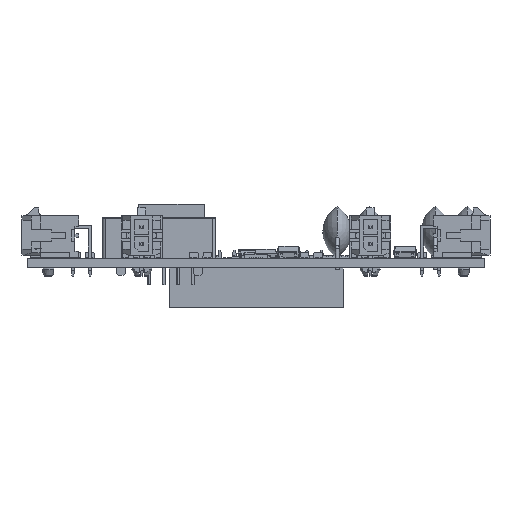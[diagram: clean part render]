
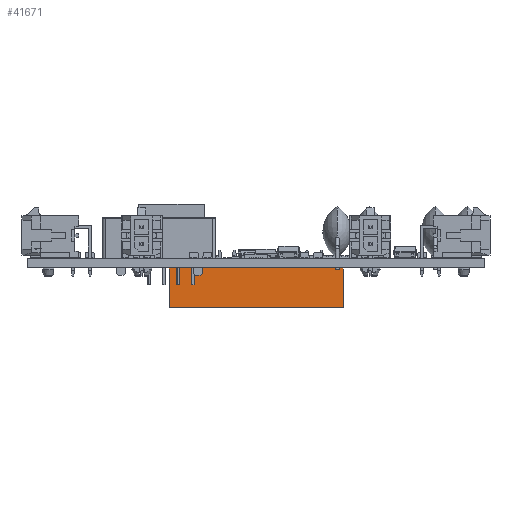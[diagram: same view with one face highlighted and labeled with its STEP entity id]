
A CAD part, left-side view. The second image highlights one B-rep face of the part: STEP entity #41671.
In plain terms, the highlighted face is planar.
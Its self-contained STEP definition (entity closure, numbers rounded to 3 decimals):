
#41671 = ADVANCED_FACE('',(#41672),#41706,.F.);
#41672 = FACE_BOUND('',#41673,.F.);
#41673 = EDGE_LOOP('',(#41674,#41684,#41692,#41700));
#41674 = ORIENTED_EDGE('',*,*,#41675,.T.);
#41675 = EDGE_CURVE('',#41676,#41678,#41680,.T.);
#41676 = VERTEX_POINT('',#41677);
#41677 = CARTESIAN_POINT('',(1.27,-29.21,0.));
#41678 = VERTEX_POINT('',#41679);
#41679 = CARTESIAN_POINT('',(1.27,-29.21,7.));
#41680 = LINE('',#41681,#41682);
#41681 = CARTESIAN_POINT('',(1.27,-29.21,0.));
#41682 = VECTOR('',#41683,1.);
#41683 = DIRECTION('',(0.,0.,1.));
#41684 = ORIENTED_EDGE('',*,*,#41685,.T.);
#41685 = EDGE_CURVE('',#41678,#41686,#41688,.T.);
#41686 = VERTEX_POINT('',#41687);
#41687 = CARTESIAN_POINT('',(1.27,1.27,7.));
#41688 = LINE('',#41689,#41690);
#41689 = CARTESIAN_POINT('',(1.27,-29.21,7.));
#41690 = VECTOR('',#41691,1.);
#41691 = DIRECTION('',(0.,1.,0.));
#41692 = ORIENTED_EDGE('',*,*,#41693,.F.);
#41693 = EDGE_CURVE('',#41694,#41686,#41696,.T.);
#41694 = VERTEX_POINT('',#41695);
#41695 = CARTESIAN_POINT('',(1.27,1.27,0.));
#41696 = LINE('',#41697,#41698);
#41697 = CARTESIAN_POINT('',(1.27,1.27,0.));
#41698 = VECTOR('',#41699,1.);
#41699 = DIRECTION('',(0.,0.,1.));
#41700 = ORIENTED_EDGE('',*,*,#41701,.F.);
#41701 = EDGE_CURVE('',#41676,#41694,#41702,.T.);
#41702 = LINE('',#41703,#41704);
#41703 = CARTESIAN_POINT('',(1.27,-29.21,0.));
#41704 = VECTOR('',#41705,1.);
#41705 = DIRECTION('',(0.,1.,0.));
#41706 = PLANE('',#41707);
#41707 = AXIS2_PLACEMENT_3D('',#41708,#41709,#41710);
#41708 = CARTESIAN_POINT('',(1.27,-29.21,0.));
#41709 = DIRECTION('',(-1.,0.,0.));
#41710 = DIRECTION('',(0.,1.,0.));
